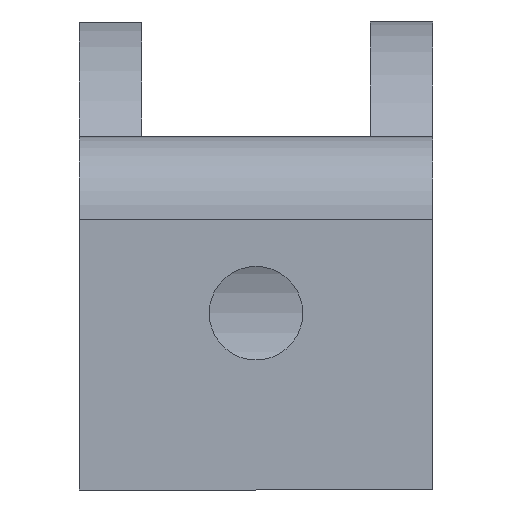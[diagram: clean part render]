
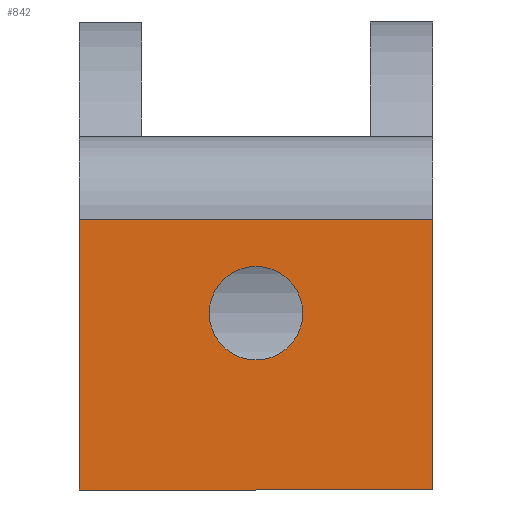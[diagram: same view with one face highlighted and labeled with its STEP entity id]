
A CAD part, front view. The second image highlights one B-rep face of the part: STEP entity #842.
In plain terms, the highlighted planar face has unit normal (0, -1, 0).
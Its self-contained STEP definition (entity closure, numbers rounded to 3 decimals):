
#36 = LINE ( 'NONE', #163, #52 ) ;
#37 = VECTOR ( 'NONE', #595, 1000. ) ;
#48 = VECTOR ( 'NONE', #698, 1000. ) ;
#49 = LINE ( 'NONE', #108, #37 ) ;
#50 = LINE ( 'NONE', #487, #48 ) ;
#52 = VECTOR ( 'NONE', #294, 1000. ) ;
#61 = DIRECTION ( 'NONE',  ( 0., 0., 1. ) ) ;
#74 = CIRCLE ( 'NONE', #570, 2.25 ) ;
#108 = CARTESIAN_POINT ( 'NONE',  ( 0., -49.5, 4.5 ) ) ;
#153 = VECTOR ( 'NONE', #917, 1000. ) ;
#162 = LINE ( 'NONE', #924, #153 ) ;
#163 = CARTESIAN_POINT ( 'NONE',  ( -8.5, -49.5, -8.5 ) ) ;
#181 = CIRCLE ( 'NONE', #1236, 2.25 ) ;
#198 = CARTESIAN_POINT ( 'NONE',  ( 8.5, -49.5, -8.5 ) ) ;
#279 = CARTESIAN_POINT ( 'NONE',  ( 8.5, -49.5, 4.5 ) ) ;
#286 = CARTESIAN_POINT ( 'NONE',  ( -8.5, -49.5, -8.5 ) ) ;
#294 = DIRECTION ( 'NONE',  ( -1., 0., 0. ) ) ;
#323 = EDGE_CURVE ( 'NONE', #1088, #502, #162, .T. ) ;
#381 = FACE_OUTER_BOUND ( 'NONE', #665, .T. ) ;
#404 = DIRECTION ( 'NONE',  ( 0., 1., 0. ) ) ;
#459 = EDGE_CURVE ( 'NONE', #1009, #1042, #74, .T. ) ;
#460 = EDGE_CURVE ( 'NONE', #652, #482, #50, .T. ) ;
#467 = EDGE_CURVE ( 'NONE', #652, #1088, #49, .T. ) ;
#482 = VERTEX_POINT ( 'NONE', #198 ) ;
#487 = CARTESIAN_POINT ( 'NONE',  ( 8.5, -49.5, -8.5 ) ) ;
#494 = EDGE_CURVE ( 'NONE', #482, #502, #36, .T. ) ;
#502 = VERTEX_POINT ( 'NONE', #286 ) ;
#570 = AXIS2_PLACEMENT_3D ( 'NONE', #800, #404, #61 ) ;
#595 = DIRECTION ( 'NONE',  ( -1., 0., 0. ) ) ;
#636 = CARTESIAN_POINT ( 'NONE',  ( 0., -49.5, 0. ) ) ;
#648 = CARTESIAN_POINT ( 'NONE',  ( 0., -49.5, 2.25 ) ) ;
#652 = VERTEX_POINT ( 'NONE', #279 ) ;
#665 = EDGE_LOOP ( 'NONE', ( #786, #788, #796, #797 ) ) ;
#680 = EDGE_LOOP ( 'NONE', ( #783, #782 ) ) ;
#698 = DIRECTION ( 'NONE',  ( 0., 0., -1. ) ) ;
#729 = EDGE_CURVE ( 'NONE', #1042, #1009, #181, .T. ) ;
#748 = DIRECTION ( 'NONE',  ( 0., 0., 1. ) ) ;
#782 = ORIENTED_EDGE ( 'NONE', *, *, #729, .T. ) ;
#783 = ORIENTED_EDGE ( 'NONE', *, *, #459, .T. ) ;
#786 = ORIENTED_EDGE ( 'NONE', *, *, #460, .F. ) ;
#788 = ORIENTED_EDGE ( 'NONE', *, *, #467, .T. ) ;
#796 = ORIENTED_EDGE ( 'NONE', *, *, #323, .T. ) ;
#797 = ORIENTED_EDGE ( 'NONE', *, *, #494, .F. ) ;
#800 = CARTESIAN_POINT ( 'NONE',  ( 0., -49.5, 0. ) ) ;
#842 = ADVANCED_FACE ( 'NONE', ( #1184, #381 ), #1182, .F. ) ;
#847 = DIRECTION ( 'NONE',  ( 0., 1., 0. ) ) ;
#854 = AXIS2_PLACEMENT_3D ( 'NONE', #636, #1121, #1117 ) ;
#908 = CARTESIAN_POINT ( 'NONE',  ( 0., -49.5, -2.25 ) ) ;
#917 = DIRECTION ( 'NONE',  ( 0., 0., -1. ) ) ;
#924 = CARTESIAN_POINT ( 'NONE',  ( -8.5, -49.5, 0. ) ) ;
#1009 = VERTEX_POINT ( 'NONE', #648 ) ;
#1042 = VERTEX_POINT ( 'NONE', #908 ) ;
#1088 = VERTEX_POINT ( 'NONE', #1102 ) ;
#1102 = CARTESIAN_POINT ( 'NONE',  ( -8.5, -49.5, 4.5 ) ) ;
#1117 = DIRECTION ( 'NONE',  ( 0., 0., 1. ) ) ;
#1119 = CARTESIAN_POINT ( 'NONE',  ( 0., -49.5, 0. ) ) ;
#1121 = DIRECTION ( 'NONE',  ( 0., 1., 0. ) ) ;
#1182 = PLANE ( 'NONE',  #854 ) ;
#1184 = FACE_BOUND ( 'NONE', #680, .T. ) ;
#1236 = AXIS2_PLACEMENT_3D ( 'NONE', #1119, #847, #748 ) ;
